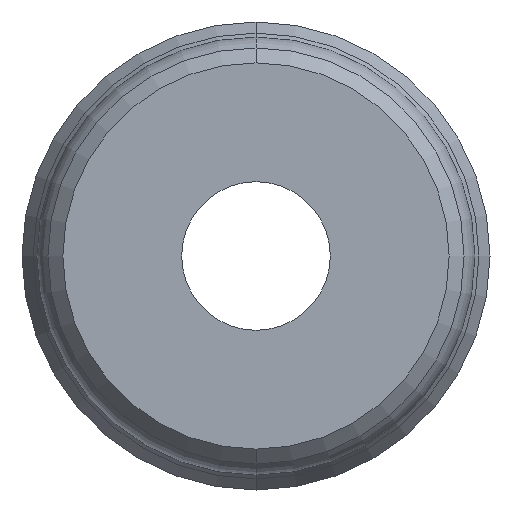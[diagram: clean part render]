
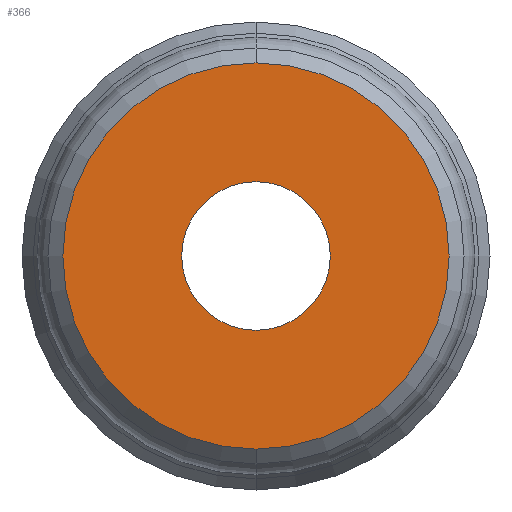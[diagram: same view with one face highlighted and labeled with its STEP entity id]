
A CAD part, front view. The second image highlights one B-rep face of the part: STEP entity #366.
In plain terms, the highlighted planar face has unit normal (0, -1, 0).
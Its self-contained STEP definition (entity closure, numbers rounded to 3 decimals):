
#99 = EDGE_CURVE ( 'NONE', #100, #101, #719, .T. ) ;
#100 = VERTEX_POINT ( 'NONE', #821 ) ;
#101 = VERTEX_POINT ( 'NONE', #817 ) ;
#333 = VERTEX_POINT ( 'NONE', #1138 ) ;
#336 = VERTEX_POINT ( 'NONE', #1183 ) ;
#357 = EDGE_LOOP ( 'NONE', ( #411, #361 ) ) ;
#361 = ORIENTED_EDGE ( 'NONE', *, *, #368, .T. ) ;
#362 = EDGE_LOOP ( 'NONE', ( #392, #370 ) ) ;
#366 = ADVANCED_FACE ( 'NONE', ( #1205, #1204 ), #1214, .T. ) ;
#368 = EDGE_CURVE ( 'NONE', #336, #333, #1220, .T. ) ;
#370 = ORIENTED_EDGE ( 'NONE', *, *, #99, .T. ) ;
#391 = EDGE_CURVE ( 'NONE', #101, #100, #1290, .T. ) ;
#392 = ORIENTED_EDGE ( 'NONE', *, *, #391, .T. ) ;
#411 = ORIENTED_EDGE ( 'NONE', *, *, #416, .T. ) ;
#416 = EDGE_CURVE ( 'NONE', #333, #336, #1300, .T. ) ;
#655 = DIRECTION ( 'NONE',  ( 0., 0., 1. ) ) ;
#717 = DIRECTION ( 'NONE',  ( 0., 1., 0. ) ) ;
#718 = AXIS2_PLACEMENT_3D ( 'NONE', #750, #717, #655 ) ;
#719 = CIRCLE ( 'NONE', #718, 1.5 ) ;
#750 = CARTESIAN_POINT ( 'NONE',  ( 0., 0., 0. ) ) ;
#817 = CARTESIAN_POINT ( 'NONE',  ( 0., 0., 1.5 ) ) ;
#821 = CARTESIAN_POINT ( 'NONE',  ( 0., 0., -1.5 ) ) ;
#1138 = CARTESIAN_POINT ( 'NONE',  ( 0., 0., 3.9 ) ) ;
#1183 = CARTESIAN_POINT ( 'NONE',  ( 0., 0., -3.9 ) ) ;
#1202 = CARTESIAN_POINT ( 'NONE',  ( 3.9, 0., 0. ) ) ;
#1203 = AXIS2_PLACEMENT_3D ( 'NONE', #1202, #1223, #1222 ) ;
#1204 = FACE_OUTER_BOUND ( 'NONE', #357, .T. ) ;
#1205 = FACE_BOUND ( 'NONE', #362, .T. ) ;
#1208 = DIRECTION ( 'NONE',  ( 0., 0., -1. ) ) ;
#1209 = DIRECTION ( 'NONE',  ( 0., -1., 0. ) ) ;
#1214 = PLANE ( 'NONE',  #1203 ) ;
#1218 = CARTESIAN_POINT ( 'NONE',  ( 0., 0., 0. ) ) ;
#1219 = AXIS2_PLACEMENT_3D ( 'NONE', #1218, #1209, #1208 ) ;
#1220 = CIRCLE ( 'NONE', #1219, 3.9 ) ;
#1222 = DIRECTION ( 'NONE',  ( 0., 0., -1. ) ) ;
#1223 = DIRECTION ( 'NONE',  ( 0., -1., 0. ) ) ;
#1258 = CARTESIAN_POINT ( 'NONE',  ( 0., 0., 0. ) ) ;
#1260 = AXIS2_PLACEMENT_3D ( 'NONE', #1258, #1266, #1269 ) ;
#1266 = DIRECTION ( 'NONE',  ( 0., 1., 0. ) ) ;
#1269 = DIRECTION ( 'NONE',  ( 0., 0., 1. ) ) ;
#1290 = CIRCLE ( 'NONE', #1260, 1.5 ) ;
#1291 = DIRECTION ( 'NONE',  ( 0., -1., 0. ) ) ;
#1300 = CIRCLE ( 'NONE', #1305, 3.9 ) ;
#1303 = CARTESIAN_POINT ( 'NONE',  ( 0., 0., 0. ) ) ;
#1304 = DIRECTION ( 'NONE',  ( 0., 0., -1. ) ) ;
#1305 = AXIS2_PLACEMENT_3D ( 'NONE', #1303, #1291, #1304 ) ;
